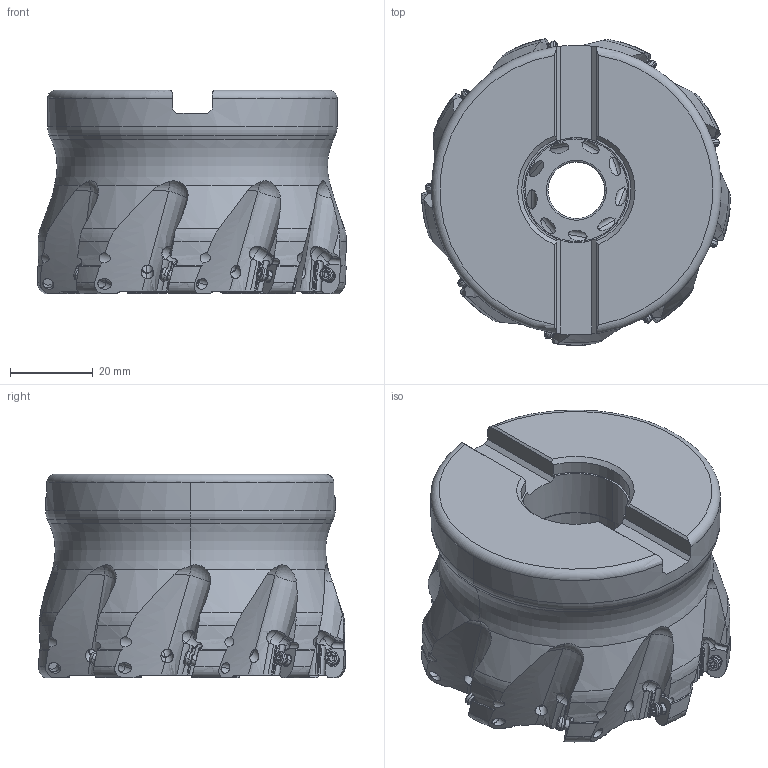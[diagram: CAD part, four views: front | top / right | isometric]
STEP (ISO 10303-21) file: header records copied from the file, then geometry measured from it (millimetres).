
FILE_DESCRIPTION(/* description */ (''),/* implementation_level */ '2;1');
FILE_NAME(/* name */ 'APX3000R0309B.stp',/* time_stamp */ '2021-09-08T11:48:28+09:00',/* author */ (''),/* organization */ (''),/* preprocessor_version */ 'ST-DEVELOPER v16',/* originating_system */ 'SIEMENS PLM Software NX 10.0',/* authorisation */ '');
FILE_SCHEMA (('AUTOMOTIVE_DESIGN { 1 0 10303 214 3 1 1 1 }'));
Length unit declared in the file: millimetre
Products named in the file (1): APX3000R0309B_ASM
Bounding box: 74.67 x 74.13 x 49.23 mm (x, y, z)
Volume: 153452.2 mm3; surface area: 25892.5 mm2
Topology: 10 solids, 10 shells, 811 faces, 2443 edges, 1647 vertices
Faces by surface type: cylinder 354, plane 192, cone 118, torus 75, sphere 54, bspline 18
Entity records: 39814 total; most frequent: CARTESIAN_POINT 18513, ORIENTED_EDGE 4814, DIRECTION 4008, EDGE_CURVE 2407, AXIS2_PLACEMENT_3D 1674, VERTEX_POINT 1635, B_SPLINE_CURVE_WITH_KNOTS 910, EDGE_LOOP 868
